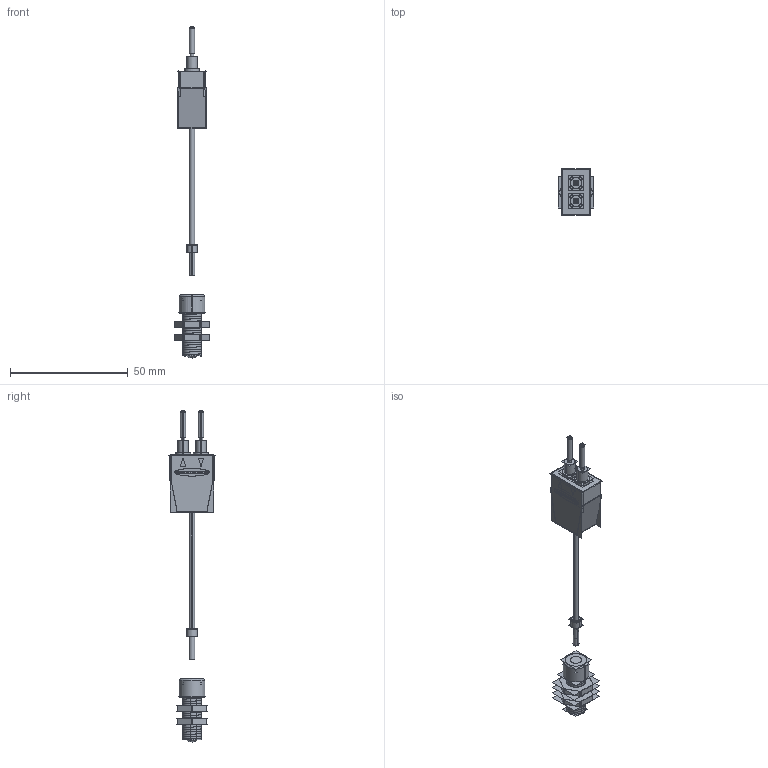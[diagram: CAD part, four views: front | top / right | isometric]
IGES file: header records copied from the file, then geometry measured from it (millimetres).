
Start section:  PTC IGES file: 161960.igs
Global section: file name: 161960.igs; native system: Creo Parametric by Parametric Technology Corporation; preprocessor: 2013230; author: pdmadmin; organization: Unknown; date: 20160105.123753; units: millimetre
Bounding box: 14.95 x 19.81 x 140.84 mm (x, y, z)
Volume: 5881.7 mm3; surface area: 50222.2 mm2
Topology: 31 solids, 34 shells, 1526 faces, 7716 edges, 9740 vertices
Faces by surface type: bspline 790, revolution 736
